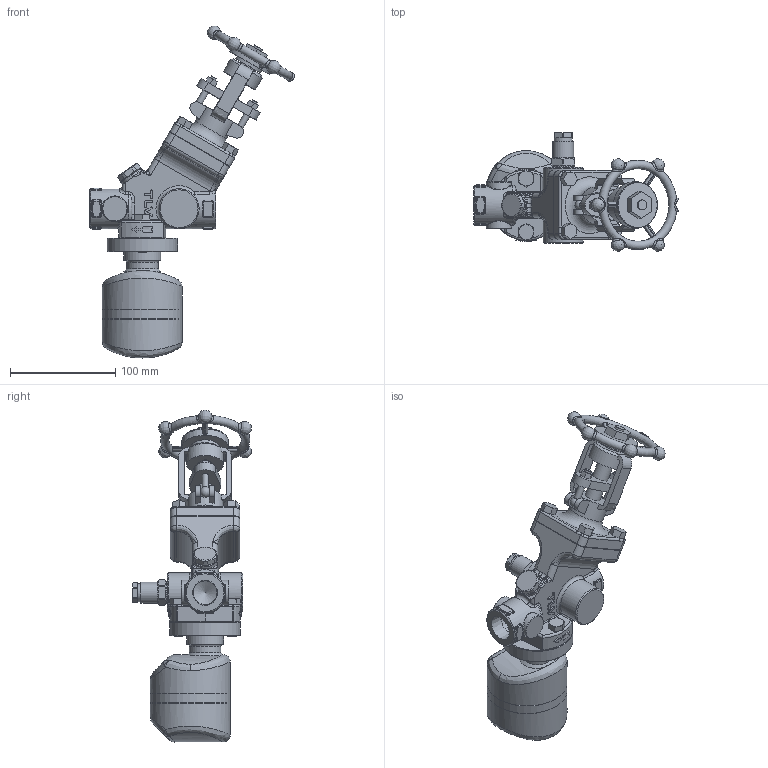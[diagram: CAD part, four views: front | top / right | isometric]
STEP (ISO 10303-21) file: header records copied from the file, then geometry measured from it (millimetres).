
FILE_DESCRIPTION(/* description */ (''),/* implementation_level */ '2;1');
FILE_NAME(/* name */ 'v1rb0-020-screw-s3.stp',/* time_stamp */ '2019-10-31T16:17:03+09:00',/* author */ ('nakaot'),/* organization */ (''),/* preprocessor_version */ 'ST-DEVELOPER v18',/* originating_system */ 'Autodesk Inventor 2020',/* authorisation */ '');
FILE_SCHEMA (('AUTOMOTIVE_DESIGN { 1 0 10303 214 3 1 1 }'));
Length unit declared in the file: centimetre
Products named in the file (1): V1RB-S3-020-SCREW
Bounding box: 194.51 x 113.09 x 315.53 mm (x, y, z)
Volume: 880680.9 mm3; surface area: 133602.5 mm2
Topology: 1 solids, 7 shells, 918 faces, 2367 edges, 1484 vertices
Faces by surface type: plane 390, cylinder 265, bspline 169, cone 47, torus 38, sphere 9
Full cylindrical faces by diameter (mm): 4 x2, 6 x4, 7 x1, 8 x1, 9.5 x1, 9.525 x2, 10.5 x2, 12.859 x2, 15 x4, 16 x1, 17 x2, 20 x1, 21 x1, 22.631 x2, 24 x3, 25 x1, 27 x1, 30 x1, 33 x1, 34 x1, 35 x4, 35.5 x1, 38 x3, 43 x1, 44 x1, 50 x1, 60 x2, 67 x1, 76 x3
Entity records: 35298 total; most frequent: CARTESIAN_POINT 12837, ORIENTED_EDGE 4670, DIRECTION 4261, EDGE_CURVE 2335, AXIS2_PLACEMENT_3D 1625, VERTEX_POINT 1488, EDGE_LOOP 1011, LINE 1011
